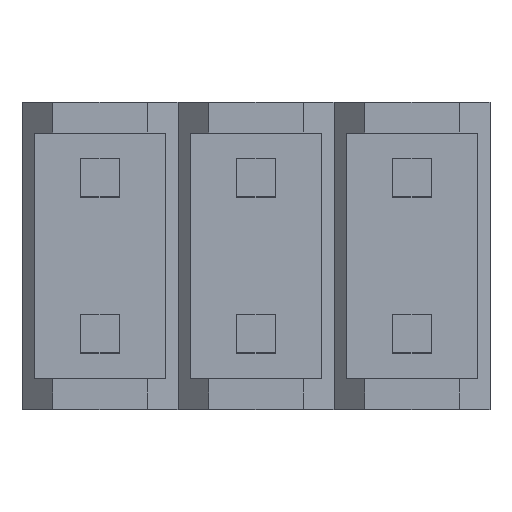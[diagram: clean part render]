
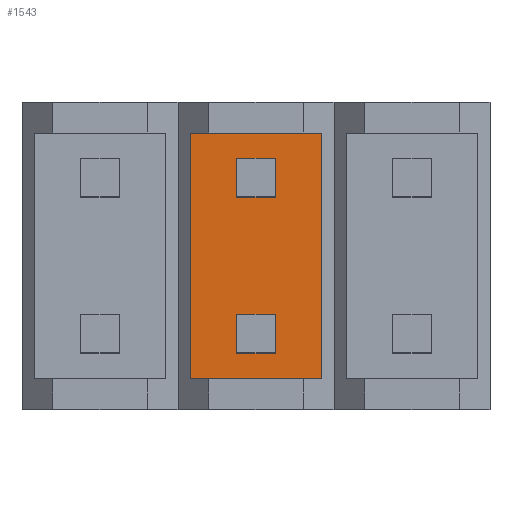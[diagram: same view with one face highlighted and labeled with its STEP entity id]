
A CAD part, top view. The second image highlights one B-rep face of the part: STEP entity #1543.
In plain terms, the highlighted planar face has unit normal (0, 0, 1).
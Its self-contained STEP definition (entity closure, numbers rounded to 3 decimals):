
#224=DIRECTION('',(0.,1.,0.));
#225=VECTOR('',#224,0.63);
#226=CARTESIAN_POINT('',(0.315,0.955,-0.3));
#227=LINE('',#226,#225);
#228=DIRECTION('',(-1.,0.,0.));
#229=VECTOR('',#228,0.63);
#230=CARTESIAN_POINT('',(0.315,1.585,-0.3));
#231=LINE('',#230,#229);
#232=DIRECTION('',(0.,1.,0.));
#233=VECTOR('',#232,0.63);
#234=CARTESIAN_POINT('',(-0.315,0.955,-0.3));
#235=LINE('',#234,#233);
#236=DIRECTION('',(-1.,0.,0.));
#237=VECTOR('',#236,0.63);
#238=CARTESIAN_POINT('',(0.315,0.955,-0.3));
#239=LINE('',#238,#237);
#240=DIRECTION('',(0.,1.,0.));
#241=VECTOR('',#240,0.63);
#242=CARTESIAN_POINT('',(0.315,-1.585,-0.3));
#243=LINE('',#242,#241);
#244=DIRECTION('',(-1.,0.,0.));
#245=VECTOR('',#244,0.63);
#246=CARTESIAN_POINT('',(0.315,-0.955,-0.3));
#247=LINE('',#246,#245);
#248=DIRECTION('',(0.,1.,0.));
#249=VECTOR('',#248,0.63);
#250=CARTESIAN_POINT('',(-0.315,-1.585,-0.3));
#251=LINE('',#250,#249);
#252=DIRECTION('',(-1.,0.,0.));
#253=VECTOR('',#252,0.63);
#254=CARTESIAN_POINT('',(0.315,-1.585,-0.3));
#255=LINE('',#254,#253);
#280=DIRECTION('',(0.,-1.,0.));
#281=VECTOR('',#280,4.);
#282=CARTESIAN_POINT('',(1.07,2.,-0.3));
#283=LINE('',#282,#281);
#284=DIRECTION('',(0.,-1.,0.));
#285=VECTOR('',#284,4.);
#286=CARTESIAN_POINT('',(-1.07,2.,-0.3));
#287=LINE('',#286,#285);
#288=DIRECTION('',(1.,0.,0.));
#289=VECTOR('',#288,2.14);
#290=CARTESIAN_POINT('',(-1.07,2.,-0.3));
#291=LINE('',#290,#289);
#784=DIRECTION('',(1.,0.,0.));
#785=VECTOR('',#784,2.14);
#786=CARTESIAN_POINT('',(-1.07,-2.,-0.3));
#787=LINE('',#786,#785);
#986=CARTESIAN_POINT('',(-1.07,2.,-0.3));
#987=VERTEX_POINT('',#986);
#990=CARTESIAN_POINT('',(-1.07,-2.,-0.3));
#991=VERTEX_POINT('',#990);
#1080=CARTESIAN_POINT('',(1.07,2.,-0.3));
#1081=VERTEX_POINT('',#1080);
#1084=CARTESIAN_POINT('',(1.07,-2.,-0.3));
#1085=VERTEX_POINT('',#1084);
#1128=CARTESIAN_POINT('',(0.315,-1.585,-0.3));
#1129=CARTESIAN_POINT('',(0.315,-0.955,-0.3));
#1130=VERTEX_POINT('',#1128);
#1131=VERTEX_POINT('',#1129);
#1132=CARTESIAN_POINT('',(0.315,0.955,-0.3));
#1133=CARTESIAN_POINT('',(0.315,1.585,-0.3));
#1134=VERTEX_POINT('',#1132);
#1135=VERTEX_POINT('',#1133);
#1136=CARTESIAN_POINT('',(-0.315,-1.585,-0.3));
#1137=CARTESIAN_POINT('',(-0.315,-0.955,-0.3));
#1138=VERTEX_POINT('',#1136);
#1139=VERTEX_POINT('',#1137);
#1140=CARTESIAN_POINT('',(-0.315,0.955,-0.3));
#1141=CARTESIAN_POINT('',(-0.315,1.585,-0.3));
#1142=VERTEX_POINT('',#1140);
#1143=VERTEX_POINT('',#1141);
#1510=CARTESIAN_POINT('',(-3.81,2.,-0.3));
#1511=DIRECTION('',(0.,0.,1.));
#1512=DIRECTION('',(0.,-1.,0.));
#1513=AXIS2_PLACEMENT_3D('',#1510,#1511,#1512);
#1514=PLANE('',#1513);
#1516=ORIENTED_EDGE('',*,*,#1515,.T.);
#1518=ORIENTED_EDGE('',*,*,#1517,.F.);
#1519=ORIENTED_EDGE('',*,*,#1390,.F.);
#1520=ORIENTED_EDGE('',*,*,#1436,.T.);
#1521=EDGE_LOOP('',(#1516,#1518,#1519,#1520));
#1522=FACE_OUTER_BOUND('',#1521,.F.);
#1524=ORIENTED_EDGE('',*,*,#1523,.T.);
#1526=ORIENTED_EDGE('',*,*,#1525,.T.);
#1528=ORIENTED_EDGE('',*,*,#1527,.F.);
#1530=ORIENTED_EDGE('',*,*,#1529,.F.);
#1531=EDGE_LOOP('',(#1524,#1526,#1528,#1530));
#1532=FACE_BOUND('',#1531,.F.);
#1534=ORIENTED_EDGE('',*,*,#1533,.T.);
#1536=ORIENTED_EDGE('',*,*,#1535,.T.);
#1538=ORIENTED_EDGE('',*,*,#1537,.F.);
#1540=ORIENTED_EDGE('',*,*,#1539,.F.);
#1541=EDGE_LOOP('',(#1534,#1536,#1538,#1540));
#1542=FACE_BOUND('',#1541,.F.);
#1543=ADVANCED_FACE('',(#1522,#1532,#1542),#1514,.T.);
#1390=EDGE_CURVE('',#987,#991,#287,.T.);
#1436=EDGE_CURVE('',#987,#1081,#291,.T.);
#1515=EDGE_CURVE('',#1081,#1085,#283,.T.);
#1517=EDGE_CURVE('',#991,#1085,#787,.T.);
#1523=EDGE_CURVE('',#1134,#1135,#227,.T.);
#1525=EDGE_CURVE('',#1135,#1143,#231,.T.);
#1527=EDGE_CURVE('',#1142,#1143,#235,.T.);
#1529=EDGE_CURVE('',#1134,#1142,#239,.T.);
#1533=EDGE_CURVE('',#1130,#1131,#243,.T.);
#1535=EDGE_CURVE('',#1131,#1139,#247,.T.);
#1537=EDGE_CURVE('',#1138,#1139,#251,.T.);
#1539=EDGE_CURVE('',#1130,#1138,#255,.T.);
